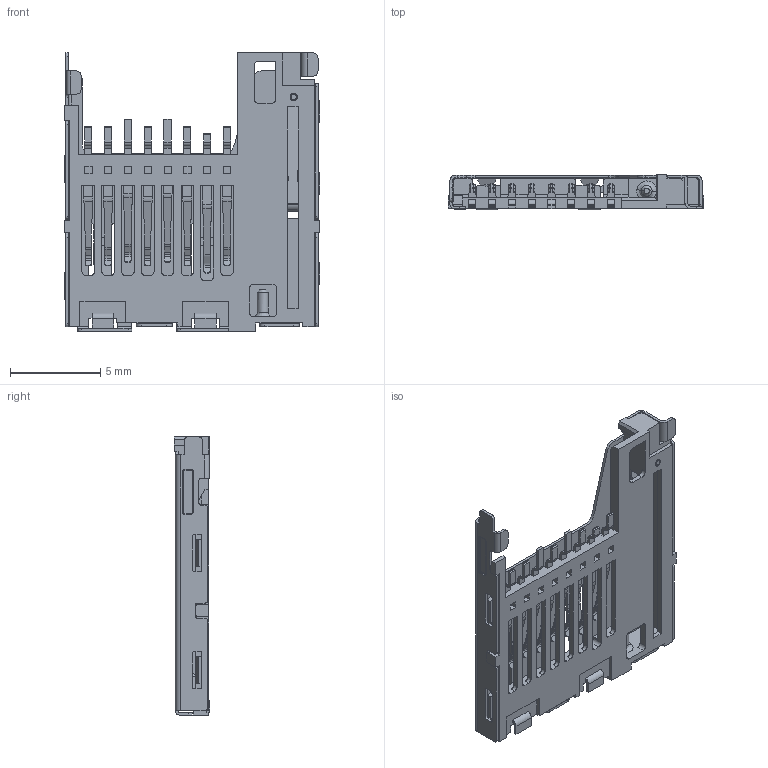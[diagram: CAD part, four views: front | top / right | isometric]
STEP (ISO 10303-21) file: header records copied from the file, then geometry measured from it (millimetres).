
FILE_DESCRIPTION (( 'STEP AP203' ), '1' );
FILE_NAME ('MEM2061-01-188-00-A2.STEP', '2021-08-02T19:01:39', ( '' ), ( '' ), 'SwSTEP 2.0', 'SolidWorks 2018', '' );
FILE_SCHEMA (( 'CONFIG_CONTROL_DESIGN' ));
Length unit declared in the file: millimetre
Products named in the file (6): MEM2061-01-188-00-A.stp; з壺-嶺扥2[2].stp; з壺-嶺扥-情族2.stp; MEM2061-01-188-00-A2
Assembly tree (3 placements, depth 3):
  з壺-嶺扥2[2].stp
  з壺-嶺扥-情族2.stp
  MEM2061-01-188-00-A2
    MEM2061-01-188-00-A.stp
      з壺-嶺扥2[2].stp
      з壺-嶺扥-情族2.stp
Bounding box: 14.2 x 1.95 x 15.45 mm (x, y, z)
Volume: 99.5 mm3; surface area: 866.2 mm2
Topology: 2 solids, 2 shells, 1151 faces, 3170 edges, 2010 vertices
Faces by surface type: plane 692, cylinder 377, bspline 76, cone 6
Entity records: 38186 total; most frequent: CARTESIAN_POINT 9284, ORIENTED_EDGE 6276, DIRECTION 5427, EDGE_CURVE 3138, LINE 2045, VECTOR 2045, VERTEX_POINT 2010, AXIS2_PLACEMENT_3D 1691
